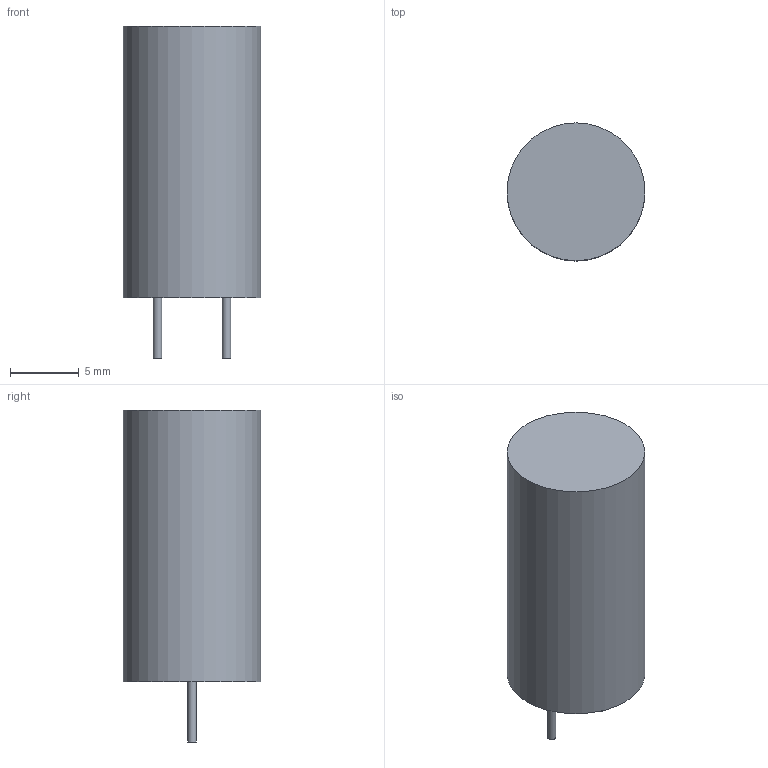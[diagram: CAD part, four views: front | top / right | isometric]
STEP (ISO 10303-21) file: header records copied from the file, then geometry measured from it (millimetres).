
FILE_DESCRIPTION(('FreeCAD Model'),'2;1');
FILE_NAME('parts/3DModels/Radial_Can/C_Radial_D10_L13_P5_OEM.step','2018-01-04T00:55:47',('kicad StepUp'),('ksu MCAD') ,'Open CASCADE STEP processor 6.8','FreeCAD','Unknown');
FILE_SCHEMA(('AUTOMOTIVE_DESIGN_CC2 { 1 2 10303 214 -1 1 5 4 }'));
Length unit declared in the file: millimetre
Products named in the file (1): C_Radial_D10_L13_P5_OEM
Bounding box: 10.01 x 10.01 x 24.11 mm (x, y, z)
Volume: 1555 mm3; surface area: 794.5 mm2
Topology: 1 solids, 1 shells, 7 faces, 9 edges, 6 vertices
Faces by surface type: plane 4, cylinder 3
Full cylindrical faces by diameter (mm): 0.61 x2, 10.008 x1
Entity records: 208 total; most frequent: DIRECTION 28, CARTESIAN_POINT 26, ORIENTED_EDGE 18, AXIS2_PLACEMENT_3D 14, FACE_BOUND 9, EDGE_LOOP 9, EDGE_CURVE 9, ADVANCED_FACE 7
